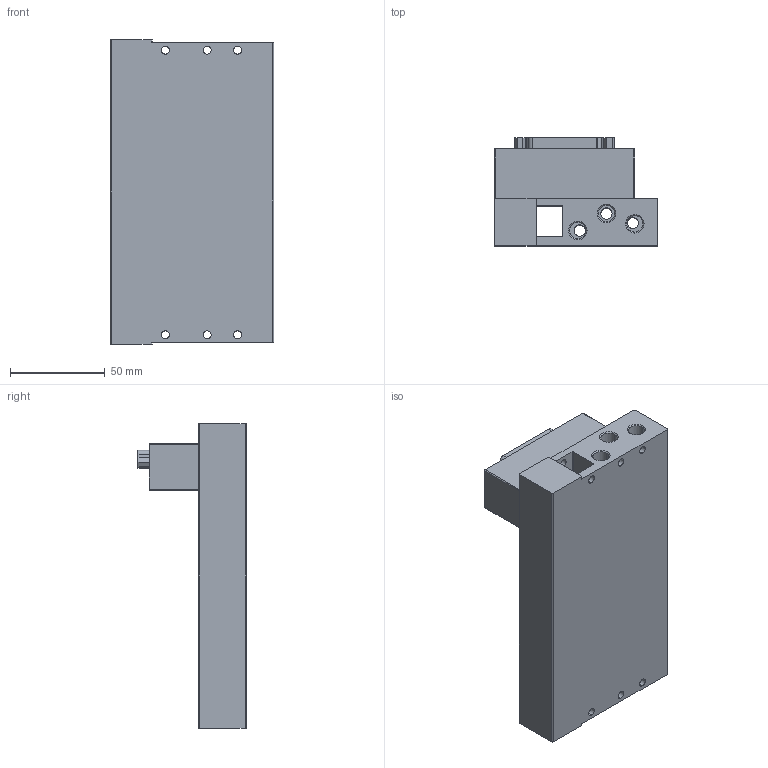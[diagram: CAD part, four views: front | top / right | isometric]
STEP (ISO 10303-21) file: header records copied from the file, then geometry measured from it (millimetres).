
FILE_DESCRIPTION (( 'STEP AP203' ), '1' );
FILE_NAME ('S1V-10F.STEP', '2022-08-02T06:52:44', ( '' ), ( '' ), 'SwSTEP 2.0', 'SolidWorks 2022', '' );
FILE_SCHEMA (( 'CONFIG_CONTROL_DESIGN' ));
Length unit declared in the file: millimetre
Products named in the file (1): S1V-10F
Bounding box: 86 x 56.9 x 160.5 mm (x, y, z)
Volume: 336630.7 mm3; surface area: 66265.9 mm2
Topology: 1 solids, 1 shells, 307 faces, 728 edges, 478 vertices
Faces by surface type: cylinder 152, plane 95, cone 60
Entity records: 9157 total; most frequent: DIRECTION 1750, CARTESIAN_POINT 1514, ORIENTED_EDGE 1456, EDGE_CURVE 728, AXIS2_PLACEMENT_3D 714, VERTEX_POINT 478, CIRCLE 406, EDGE_LOOP 386
